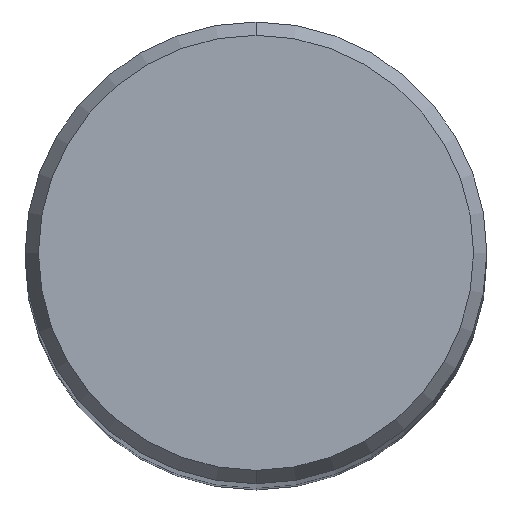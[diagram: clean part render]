
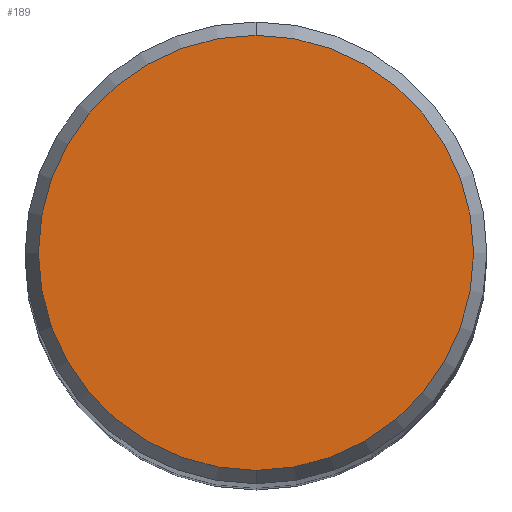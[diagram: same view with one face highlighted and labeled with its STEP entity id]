
A CAD part, top view. The second image highlights one B-rep face of the part: STEP entity #189.
In plain terms, the highlighted planar face has unit normal (0, 0, 1).
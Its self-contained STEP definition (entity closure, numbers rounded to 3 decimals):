
#157=VERTEX_POINT('',#424);
#189=ADVANCED_FACE('',(#462),#463,.T.);
#293=EDGE_CURVE('',#367,#157,#574,.T.);
#353=EDGE_CURVE('',#157,#367,#641,.T.);
#367=VERTEX_POINT('',#655);
#424=CARTESIAN_POINT('',(0.,-3.74,0.0));
#462=FACE_OUTER_BOUND('',#795,.T.);
#463=PLANE('',#796);
#574=CIRCLE('',#1043,3.74);
#641=CIRCLE('',#1146,3.74);
#655=CARTESIAN_POINT('',(0.0,3.74,0.0));
#795=EDGE_LOOP('',(#1346,#1347));
#796=AXIS2_PLACEMENT_3D('',#1348,#1349,#1350);
#1043=AXIS2_PLACEMENT_3D('',#1454,#1455,#1456);
#1146=AXIS2_PLACEMENT_3D('',#1546,#1547,#1548);
#1346=ORIENTED_EDGE('',*,*,#293,.F.);
#1347=ORIENTED_EDGE('',*,*,#353,.F.);
#1348=CARTESIAN_POINT('',(0.0,1.87,0.0));
#1349=DIRECTION('',(-0.0,0.0,1.0));
#1350=DIRECTION('',(0.0,-1.0,0.0));
#1454=CARTESIAN_POINT('',(0.0,0.0,0.0));
#1455=DIRECTION('',(0.0,0.0,-1.0));
#1456=DIRECTION('',(0.0,1.0,0.0));
#1546=CARTESIAN_POINT('',(0.0,0.0,0.0));
#1547=DIRECTION('',(0.0,0.0,-1.0));
#1548=DIRECTION('',(0.0,1.0,0.0));
